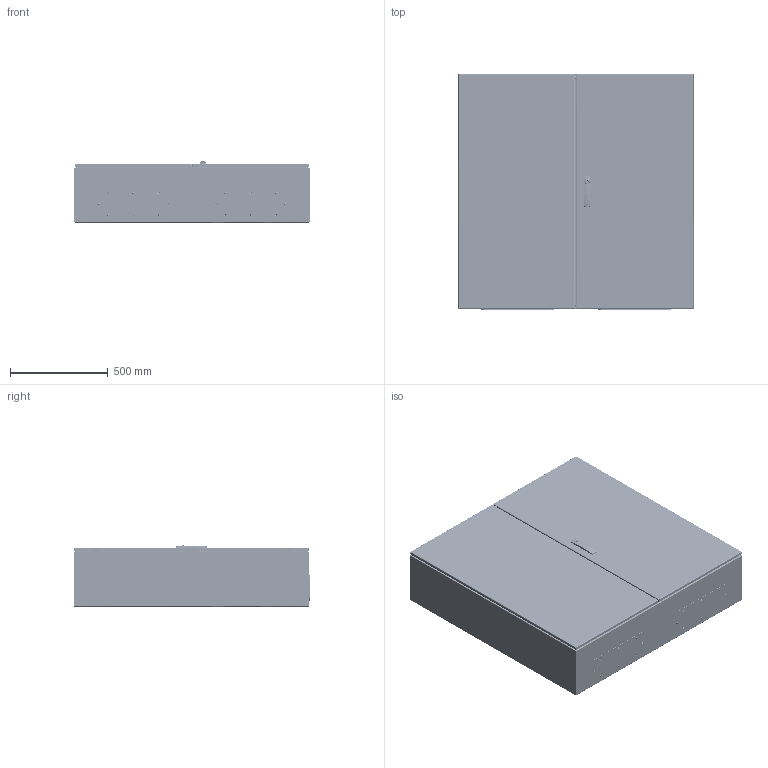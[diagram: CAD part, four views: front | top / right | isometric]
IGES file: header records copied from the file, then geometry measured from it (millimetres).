
Start section: SolidWorks IGES file using analytic representation for surfaces
Global section: file name: AT-1290.IGS; native system: SolidWorks 2010; preprocessor: SolidWorks 2010; author: Röckemann; date: 101108.150319; units: millimetre
Bounding box: 1200 x 1206.97 x 312.62 mm (x, y, z)
Surface area: 12676097.8 mm2 (no closed solid volume)
Topology: 0 solids, 0 shells, 6131 faces, 80042 edges, 79951 vertices
Faces by surface type: bspline 3359, revolution 2772
